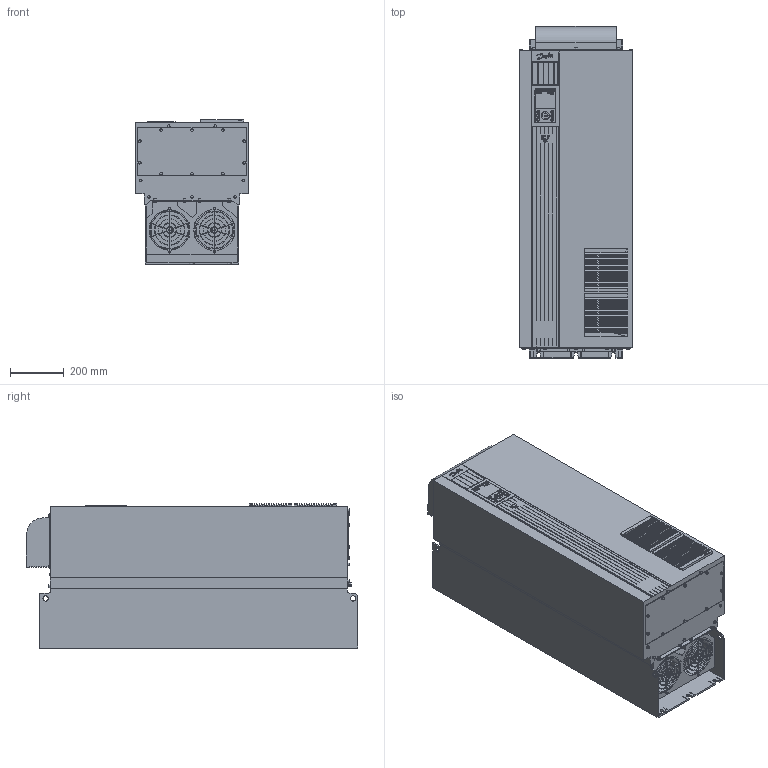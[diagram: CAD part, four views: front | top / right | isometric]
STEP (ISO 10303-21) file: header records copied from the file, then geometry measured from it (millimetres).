
FILE_DESCRIPTION((''),'2;1');
FILE_NAME('OUT_FB10','2024-10-10T14:38:13',('U388355'),('Danfoss Drives'),'CREO PARAMETRIC BY PTC INC, 2022124','CREO PARAMETRIC BY PTC INC, 2022124','');
FILE_SCHEMA(('CONFIG_CONTROL_DESIGN','GEOMETRIC_VALIDATION_PROPERTIES_MIM'));
Length unit declared in the file: millimetre
Products named in the file (1): OUT_FB10
Bounding box: 421.62 x 1232.5 x 534.96 mm (x, y, z)
Volume: 225530619.2 mm3; surface area: 3083429 mm2
Topology: 2 solids, 2 shells, 1684 faces, 4511 edges, 2997 vertices
Faces by surface type: plane 1188, cylinder 372, extrusion 124
Entity records: 55610 total; most frequent: CARTESIAN_POINT 11374, ORIENTED_EDGE 9022, DIRECTION 8291, EDGE_CURVE 4511, VECTOR 3611, LINE 3487, VERTEX_POINT 2997, AXIS2_PLACEMENT_3D 2340
